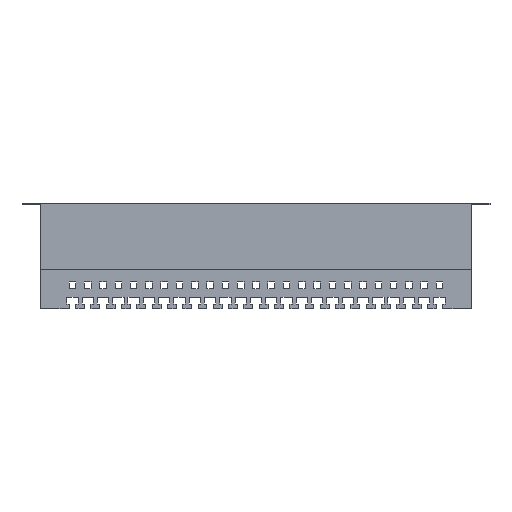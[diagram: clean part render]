
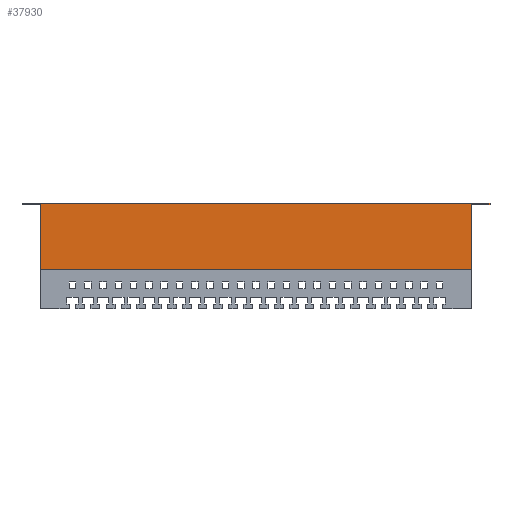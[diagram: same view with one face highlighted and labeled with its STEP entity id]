
A CAD part, front view. The second image highlights one B-rep face of the part: STEP entity #37930.
In plain terms, the highlighted planar face has unit normal (0, -1, 0).
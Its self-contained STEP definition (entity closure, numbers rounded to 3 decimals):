
#1866 = ORIENTED_EDGE ( 'NONE', *, *, #27304, .F. ) ;
#2240 = DIRECTION ( 'NONE',  ( 0., 0., -1. ) ) ;
#2319 = DIRECTION ( 'NONE',  ( 1., 0., 0. ) ) ;
#2585 = DIRECTION ( 'NONE',  ( 0., 1., 0. ) ) ;
#3235 = LINE ( 'NONE', #38609, #19344 ) ;
#5220 = CARTESIAN_POINT ( 'NONE',  ( -241., -22., 0. ) ) ;
#5229 = VERTEX_POINT ( 'NONE', #13296 ) ;
#5467 = EDGE_CURVE ( 'NONE', #28830, #25112, #13737, .T. ) ;
#5683 = DIRECTION ( 'NONE',  ( -1., 0., 0. ) ) ;
#6317 = DIRECTION ( 'NONE',  ( 0., 0., 1. ) ) ;
#6482 = CARTESIAN_POINT ( 'NONE',  ( 241., -22., 0. ) ) ;
#7158 = EDGE_CURVE ( 'NONE', #28830, #5229, #11191, .T. ) ;
#7907 = LINE ( 'NONE', #26944, #25007 ) ;
#9290 = VECTOR ( 'NONE', #39067, 1000. ) ;
#9328 = CARTESIAN_POINT ( 'NONE',  ( 222., -22., 0. ) ) ;
#9402 = CARTESIAN_POINT ( 'NONE',  ( -222., -22., -67. ) ) ;
#9516 = VECTOR ( 'NONE', #6317, 1000. ) ;
#10211 = VECTOR ( 'NONE', #36061, 1000. ) ;
#10677 = ORIENTED_EDGE ( 'NONE', *, *, #5467, .F. ) ;
#10963 = LINE ( 'NONE', #5220, #26151 ) ;
#11191 = LINE ( 'NONE', #38979, #10211 ) ;
#11760 = EDGE_CURVE ( 'NONE', #23176, #32162, #7907, .T. ) ;
#11920 = VERTEX_POINT ( 'NONE', #6482 ) ;
#12167 = LINE ( 'NONE', #14795, #9290 ) ;
#12323 = CARTESIAN_POINT ( 'NONE',  ( 241., -22., 1.5 ) ) ;
#13296 = CARTESIAN_POINT ( 'NONE',  ( -241., -22., 0. ) ) ;
#13737 = LINE ( 'NONE', #38517, #36047 ) ;
#14682 = PLANE ( 'NONE',  #23203 ) ;
#14795 = CARTESIAN_POINT ( 'NONE',  ( -241., -22., 0. ) ) ;
#15881 = CARTESIAN_POINT ( 'NONE',  ( 222., -22., -67. ) ) ;
#16174 = FACE_OUTER_BOUND ( 'NONE', #34008, .T. ) ;
#17287 = DIRECTION ( 'NONE',  ( 1., 0., 0. ) ) ;
#17342 = EDGE_CURVE ( 'NONE', #32162, #39381, #18522, .T. ) ;
#18522 = LINE ( 'NONE', #9402, #9516 ) ;
#19344 = VECTOR ( 'NONE', #2240, 1000. ) ;
#20742 = CARTESIAN_POINT ( 'NONE',  ( -241., -22., 1.5 ) ) ;
#23176 = VERTEX_POINT ( 'NONE', #15881 ) ;
#23203 = AXIS2_PLACEMENT_3D ( 'NONE', #20742, #2585, #23812 ) ;
#23214 = CARTESIAN_POINT ( 'NONE',  ( 222., -22., -67. ) ) ;
#23812 = DIRECTION ( 'NONE',  ( -1., 0., 0. ) ) ;
#25007 = VECTOR ( 'NONE', #5683, 1000. ) ;
#25061 = ORIENTED_EDGE ( 'NONE', *, *, #11760, .F. ) ;
#25112 = VERTEX_POINT ( 'NONE', #12323 ) ;
#26151 = VECTOR ( 'NONE', #2319, 1000. ) ;
#26944 = CARTESIAN_POINT ( 'NONE',  ( 222., -22., -67. ) ) ;
#27304 = EDGE_CURVE ( 'NONE', #25112, #11920, #3235, .T. ) ;
#28564 = EDGE_CURVE ( 'NONE', #32686, #11920, #12167, .T. ) ;
#28830 = VERTEX_POINT ( 'NONE', #34380 ) ;
#29033 = ORIENTED_EDGE ( 'NONE', *, *, #37902, .T. ) ;
#29232 = ORIENTED_EDGE ( 'NONE', *, *, #36386, .T. ) ;
#31250 = CARTESIAN_POINT ( 'NONE',  ( -222., -22., 0. ) ) ;
#31481 = VECTOR ( 'NONE', #35433, 1000. ) ;
#32162 = VERTEX_POINT ( 'NONE', #34147 ) ;
#32686 = VERTEX_POINT ( 'NONE', #9328 ) ;
#33410 = LINE ( 'NONE', #23214, #31481 ) ;
#33644 = ORIENTED_EDGE ( 'NONE', *, *, #28564, .T. ) ;
#34008 = EDGE_LOOP ( 'NONE', ( #29033, #37941, #25061, #29232, #33644, #1866, #10677, #34690 ) ) ;
#34147 = CARTESIAN_POINT ( 'NONE',  ( -222., -22., -67. ) ) ;
#34380 = CARTESIAN_POINT ( 'NONE',  ( -241., -22., 1.5 ) ) ;
#34690 = ORIENTED_EDGE ( 'NONE', *, *, #7158, .T. ) ;
#35433 = DIRECTION ( 'NONE',  ( 0., 0., 1. ) ) ;
#36047 = VECTOR ( 'NONE', #17287, 1000. ) ;
#36061 = DIRECTION ( 'NONE',  ( 0., 0., -1. ) ) ;
#36386 = EDGE_CURVE ( 'NONE', #23176, #32686, #33410, .T. ) ;
#37902 = EDGE_CURVE ( 'NONE', #5229, #39381, #10963, .T. ) ;
#37930 = ADVANCED_FACE ( 'NONE', ( #16174 ), #14682, .F. ) ;
#37941 = ORIENTED_EDGE ( 'NONE', *, *, #17342, .F. ) ;
#38517 = CARTESIAN_POINT ( 'NONE',  ( -241., -22., 1.5 ) ) ;
#38609 = CARTESIAN_POINT ( 'NONE',  ( 241., -22., 1.5 ) ) ;
#38979 = CARTESIAN_POINT ( 'NONE',  ( -241., -22., 1.5 ) ) ;
#39067 = DIRECTION ( 'NONE',  ( 1., 0., 0. ) ) ;
#39381 = VERTEX_POINT ( 'NONE', #31250 ) ;
